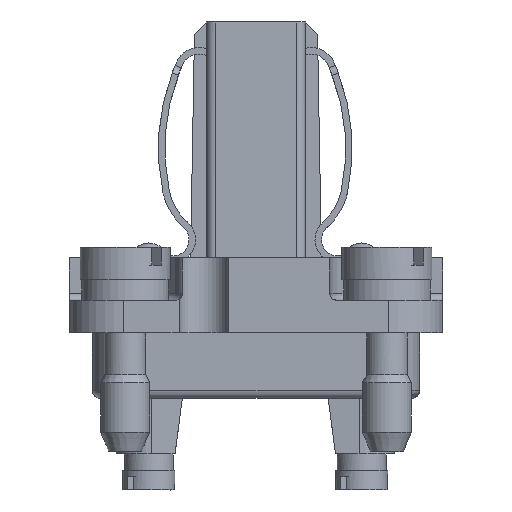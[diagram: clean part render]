
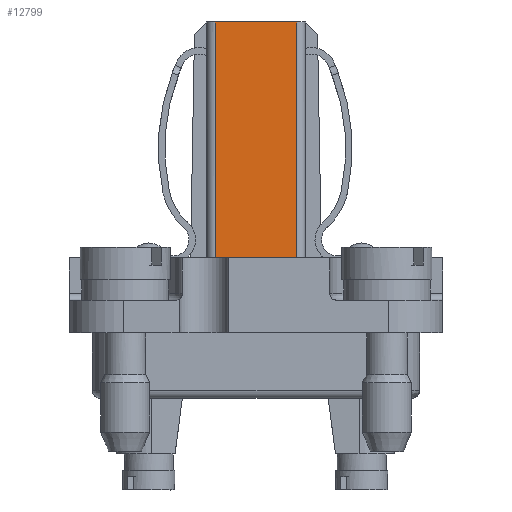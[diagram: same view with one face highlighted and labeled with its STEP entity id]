
A CAD part, left-side view. The second image highlights one B-rep face of the part: STEP entity #12799.
In plain terms, the highlighted planar face has unit normal (-1, 0, 0.018).
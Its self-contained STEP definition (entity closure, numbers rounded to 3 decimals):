
#11352=FACE_OUTER_BOUND('',#16057,.T.);
#12799=ADVANCED_FACE('',(#11352),#14208,.F.);
#14208=PLANE('',#44089);
#16057=EDGE_LOOP('',(#21444,#21445,#21446,#21447));
#21444=ORIENTED_EDGE('',*,*,#29837,.F.);
#21445=ORIENTED_EDGE('',*,*,#29121,.T.);
#21446=ORIENTED_EDGE('',*,*,#29999,.F.);
#21447=ORIENTED_EDGE('',*,*,#31286,.F.);
#26093=VERTEX_POINT('',#54592);
#26094=VERTEX_POINT('',#54594);
#26748=VERTEX_POINT('',#56120);
#26869=VERTEX_POINT('',#56444);
#29121=EDGE_CURVE('',#26094,#26093,#35540,.T.);
#29837=EDGE_CURVE('',#26094,#26748,#36173,.T.);
#29999=EDGE_CURVE('',#26869,#26093,#36254,.T.);
#31286=EDGE_CURVE('',#26748,#26869,#36833,.T.);
#35540=LINE('',#54593,#38257);
#36173=LINE('',#56121,#38890);
#36254=LINE('',#56445,#38971);
#36833=LINE('',#61318,#39550);
#38257=VECTOR('',#45767,1.);
#38890=VECTOR('',#46616,1.);
#38971=VECTOR('',#46941,1.);
#39550=VECTOR('',#49180,1.);
#44089=AXIS2_PLACEMENT_3D('',#62668,#50106,#50107);
#45767=DIRECTION('',(0.,-1.,0.));
#46616=DIRECTION('',(0.017,0.,1.));
#46941=DIRECTION('',(-0.017,0.,-1.));
#49180=DIRECTION('',(0.,-1.,0.));
#50106=DIRECTION('',(1.,0.,-0.017));
#50107=DIRECTION('',(0.017,0.,1.));
#54592=CARTESIAN_POINT('',(-29.75,-2.5,4.6));
#54593=CARTESIAN_POINT('',(-29.75,2.5,4.6));
#54594=CARTESIAN_POINT('',(-29.75,2.5,4.6));
#56120=CARTESIAN_POINT('',(-29.499,2.5,19.));
#56121=CARTESIAN_POINT('',(-29.75,2.5,4.6));
#56444=CARTESIAN_POINT('',(-29.499,-2.5,19.));
#56445=CARTESIAN_POINT('',(-29.516,-2.5,18.017));
#61318=CARTESIAN_POINT('',(-29.499,2.65,19.));
#62668=CARTESIAN_POINT('',(-29.75,2.65,4.6));
